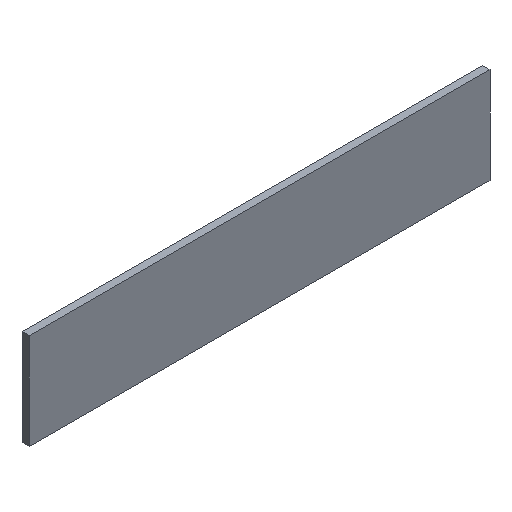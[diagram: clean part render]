
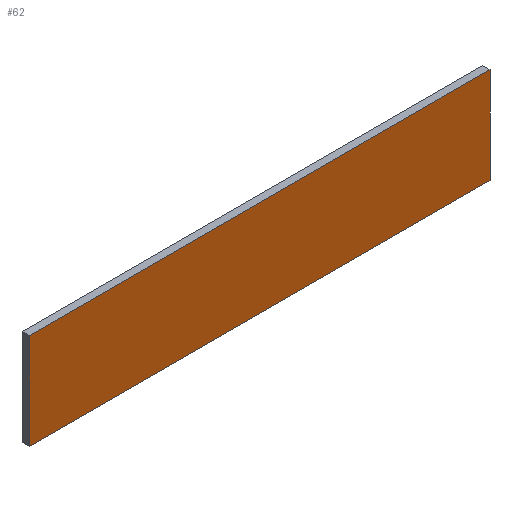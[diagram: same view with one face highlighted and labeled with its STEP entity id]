
A CAD part, isometric view. The second image highlights one B-rep face of the part: STEP entity #62.
In plain terms, the highlighted planar face has unit normal (0, -1, 0).
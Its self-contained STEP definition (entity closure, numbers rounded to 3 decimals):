
#3 = VERTEX_POINT ( 'NONE', #5 ) ;
#5 = CARTESIAN_POINT ( 'NONE',  ( 739.811, -1125.098, 0. ) ) ;
#7 = CARTESIAN_POINT ( 'NONE',  ( 538.115, -1125.098, 0. ) ) ;
#14 = VECTOR ( 'NONE', #164, 1000. ) ;
#17 = AXIS2_PLACEMENT_3D ( 'NONE', #169, #126, #143 ) ;
#19 = CARTESIAN_POINT ( 'NONE',  ( 538.115, -1125.098, 42. ) ) ;
#20 = EDGE_CURVE ( 'NONE', #186, #112, #38, .T. ) ;
#24 = LINE ( 'NONE', #19, #75 ) ;
#33 = ORIENTED_EDGE ( 'NONE', *, *, #58, .T. ) ;
#38 = LINE ( 'NONE', #146, #14 ) ;
#42 = EDGE_CURVE ( 'NONE', #186, #65, #24, .T. ) ;
#58 = EDGE_CURVE ( 'NONE', #112, #3, #124, .T. ) ;
#61 = CARTESIAN_POINT ( 'NONE',  ( 739.811, -1125.098, 42. ) ) ;
#62 = ADVANCED_FACE ( 'NONE', ( #83 ), #93, .F. ) ;
#64 = VECTOR ( 'NONE', #76, 1000. ) ;
#65 = VERTEX_POINT ( 'NONE', #61 ) ;
#75 = VECTOR ( 'NONE', #147, 1000. ) ;
#76 = DIRECTION ( 'NONE',  ( 0., 0., -1. ) ) ;
#77 = CARTESIAN_POINT ( 'NONE',  ( 538.115, -1125.098, 0. ) ) ;
#82 = ORIENTED_EDGE ( 'NONE', *, *, #163, .F. ) ;
#83 = FACE_OUTER_BOUND ( 'NONE', #173, .T. ) ;
#93 = PLANE ( 'NONE',  #17 ) ;
#104 = CARTESIAN_POINT ( 'NONE',  ( 538.115, -1125.098, 42. ) ) ;
#107 = LINE ( 'NONE', #167, #64 ) ;
#112 = VERTEX_POINT ( 'NONE', #77 ) ;
#124 = LINE ( 'NONE', #7, #142 ) ;
#126 = DIRECTION ( 'NONE',  ( 0., 1., 0. ) ) ;
#130 = ORIENTED_EDGE ( 'NONE', *, *, #20, .T. ) ;
#139 = DIRECTION ( 'NONE',  ( 1., 0., 0. ) ) ;
#142 = VECTOR ( 'NONE', #139, 1000. ) ;
#143 = DIRECTION ( 'NONE',  ( 0., 0., 1. ) ) ;
#146 = CARTESIAN_POINT ( 'NONE',  ( 538.115, -1125.098, 42. ) ) ;
#147 = DIRECTION ( 'NONE',  ( 1., 0., 0. ) ) ;
#158 = ORIENTED_EDGE ( 'NONE', *, *, #42, .F. ) ;
#163 = EDGE_CURVE ( 'NONE', #65, #3, #107, .T. ) ;
#164 = DIRECTION ( 'NONE',  ( 0., 0., -1. ) ) ;
#167 = CARTESIAN_POINT ( 'NONE',  ( 739.811, -1125.098, 42. ) ) ;
#169 = CARTESIAN_POINT ( 'NONE',  ( 538.115, -1125.098, 42. ) ) ;
#173 = EDGE_LOOP ( 'NONE', ( #33, #82, #158, #130 ) ) ;
#186 = VERTEX_POINT ( 'NONE', #104 ) ;
